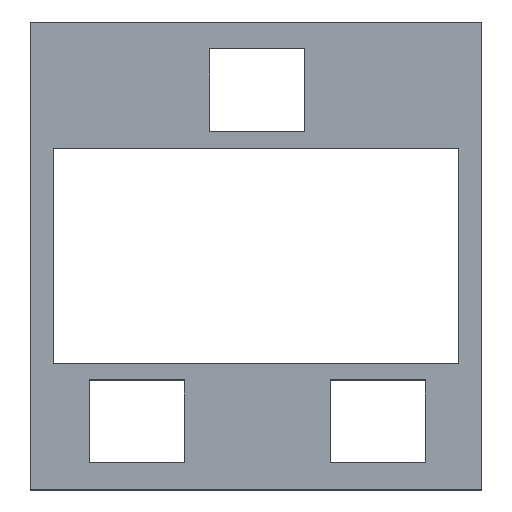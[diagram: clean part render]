
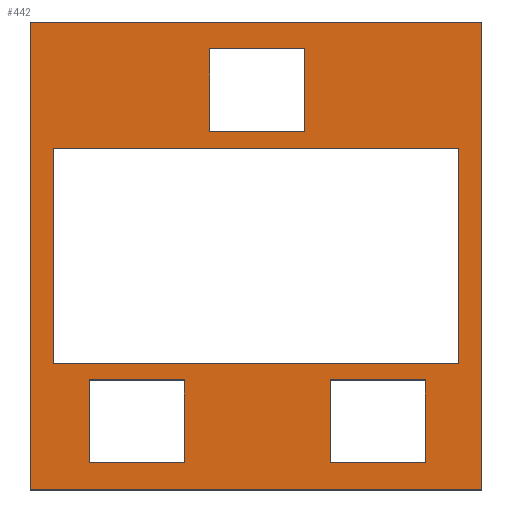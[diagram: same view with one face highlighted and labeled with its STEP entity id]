
A CAD part, top view. The second image highlights one B-rep face of the part: STEP entity #442.
In plain terms, the highlighted planar face has unit normal (0, 0, 1).
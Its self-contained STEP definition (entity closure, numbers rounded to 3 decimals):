
#19=FACE_BOUND('',#51,.T.);
#20=FACE_BOUND('',#52,.T.);
#21=FACE_BOUND('',#53,.T.);
#22=FACE_BOUND('',#54,.T.);
#28=FACE_OUTER_BOUND('',#50,.T.);
#50=EDGE_LOOP('',(#303,#304,#305,#306));
#51=EDGE_LOOP('',(#307,#308,#309,#310));
#52=EDGE_LOOP('',(#311,#312,#313,#314));
#53=EDGE_LOOP('',(#315,#316,#317,#318));
#54=EDGE_LOOP('',(#319,#320,#321,#322));
#79=LINE('',#616,#139);
#83=LINE('',#625,#143);
#84=LINE('',#627,#144);
#85=LINE('',#629,#145);
#86=LINE('',#630,#146);
#87=LINE('',#632,#147);
#88=LINE('',#634,#148);
#89=LINE('',#635,#149);
#90=LINE('',#638,#150);
#91=LINE('',#640,#151);
#92=LINE('',#642,#152);
#93=LINE('',#643,#153);
#94=LINE('',#646,#154);
#95=LINE('',#648,#155);
#96=LINE('',#650,#156);
#97=LINE('',#651,#157);
#98=LINE('',#654,#158);
#99=LINE('',#656,#159);
#100=LINE('',#658,#160);
#101=LINE('',#659,#161);
#139=VECTOR('',#507,10.);
#143=VECTOR('',#513,10.);
#144=VECTOR('',#514,10.);
#145=VECTOR('',#515,10.);
#146=VECTOR('',#516,10.);
#147=VECTOR('',#517,10.);
#148=VECTOR('',#518,10.);
#149=VECTOR('',#519,10.);
#150=VECTOR('',#520,10.);
#151=VECTOR('',#521,10.);
#152=VECTOR('',#522,10.);
#153=VECTOR('',#523,10.);
#154=VECTOR('',#524,10.);
#155=VECTOR('',#525,10.);
#156=VECTOR('',#526,10.);
#157=VECTOR('',#527,10.);
#158=VECTOR('',#528,10.);
#159=VECTOR('',#529,10.);
#160=VECTOR('',#530,10.);
#161=VECTOR('',#531,10.);
#199=VERTEX_POINT('',#614);
#200=VERTEX_POINT('',#615);
#203=VERTEX_POINT('',#623);
#204=VERTEX_POINT('',#624);
#205=VERTEX_POINT('',#626);
#206=VERTEX_POINT('',#628);
#207=VERTEX_POINT('',#631);
#208=VERTEX_POINT('',#633);
#209=VERTEX_POINT('',#636);
#210=VERTEX_POINT('',#637);
#211=VERTEX_POINT('',#639);
#212=VERTEX_POINT('',#641);
#213=VERTEX_POINT('',#644);
#214=VERTEX_POINT('',#645);
#215=VERTEX_POINT('',#647);
#216=VERTEX_POINT('',#649);
#217=VERTEX_POINT('',#652);
#218=VERTEX_POINT('',#653);
#219=VERTEX_POINT('',#655);
#220=VERTEX_POINT('',#657);
#239=EDGE_CURVE('',#199,#200,#79,.T.);
#243=EDGE_CURVE('',#203,#204,#83,.T.);
#244=EDGE_CURVE('',#204,#205,#84,.T.);
#245=EDGE_CURVE('',#205,#206,#85,.T.);
#246=EDGE_CURVE('',#206,#203,#86,.T.);
#247=EDGE_CURVE('',#207,#199,#87,.T.);
#248=EDGE_CURVE('',#200,#208,#88,.T.);
#249=EDGE_CURVE('',#208,#207,#89,.T.);
#250=EDGE_CURVE('',#209,#210,#90,.T.);
#251=EDGE_CURVE('',#211,#209,#91,.T.);
#252=EDGE_CURVE('',#212,#211,#92,.T.);
#253=EDGE_CURVE('',#210,#212,#93,.T.);
#254=EDGE_CURVE('',#213,#214,#94,.T.);
#255=EDGE_CURVE('',#215,#213,#95,.T.);
#256=EDGE_CURVE('',#216,#215,#96,.T.);
#257=EDGE_CURVE('',#214,#216,#97,.T.);
#258=EDGE_CURVE('',#217,#218,#98,.T.);
#259=EDGE_CURVE('',#219,#217,#99,.T.);
#260=EDGE_CURVE('',#220,#219,#100,.T.);
#261=EDGE_CURVE('',#218,#220,#101,.T.);
#303=ORIENTED_EDGE('',*,*,#243,.T.);
#304=ORIENTED_EDGE('',*,*,#244,.T.);
#305=ORIENTED_EDGE('',*,*,#245,.T.);
#306=ORIENTED_EDGE('',*,*,#246,.T.);
#307=ORIENTED_EDGE('',*,*,#247,.T.);
#308=ORIENTED_EDGE('',*,*,#239,.T.);
#309=ORIENTED_EDGE('',*,*,#248,.T.);
#310=ORIENTED_EDGE('',*,*,#249,.T.);
#311=ORIENTED_EDGE('',*,*,#250,.F.);
#312=ORIENTED_EDGE('',*,*,#251,.F.);
#313=ORIENTED_EDGE('',*,*,#252,.F.);
#314=ORIENTED_EDGE('',*,*,#253,.F.);
#315=ORIENTED_EDGE('',*,*,#254,.F.);
#316=ORIENTED_EDGE('',*,*,#255,.F.);
#317=ORIENTED_EDGE('',*,*,#256,.F.);
#318=ORIENTED_EDGE('',*,*,#257,.F.);
#319=ORIENTED_EDGE('',*,*,#258,.F.);
#320=ORIENTED_EDGE('',*,*,#259,.F.);
#321=ORIENTED_EDGE('',*,*,#260,.F.);
#322=ORIENTED_EDGE('',*,*,#261,.F.);
#420=PLANE('',#479);
#442=ADVANCED_FACE('',(#28,#19,#20,#21,#22),#420,.F.);
#479=AXIS2_PLACEMENT_3D('',#622,#511,#512);
#507=DIRECTION('',(0.,-1.,0.));
#511=DIRECTION('center_axis',(0.,0.,-1.));
#512=DIRECTION('ref_axis',(0.,1.,0.));
#513=DIRECTION('',(0.,1.,0.));
#514=DIRECTION('',(-1.,0.,0.));
#515=DIRECTION('',(0.,-1.,0.));
#516=DIRECTION('',(1.,0.,0.));
#517=DIRECTION('',(1.,0.,0.));
#518=DIRECTION('',(-1.,0.,0.));
#519=DIRECTION('',(0.,1.,0.));
#520=DIRECTION('',(0.,-1.,0.));
#521=DIRECTION('',(-1.,0.,0.));
#522=DIRECTION('',(0.,1.,0.));
#523=DIRECTION('',(1.,0.,0.));
#524=DIRECTION('',(1.,0.,0.));
#525=DIRECTION('',(0.,-1.,0.));
#526=DIRECTION('',(-1.,0.,0.));
#527=DIRECTION('',(0.,1.,0.));
#528=DIRECTION('',(1.,0.,0.));
#529=DIRECTION('',(0.,-1.,0.));
#530=DIRECTION('',(-1.,0.,0.));
#531=DIRECTION('',(0.,1.,0.));
#614=CARTESIAN_POINT('',(1.6,0.85,0.5));
#615=CARTESIAN_POINT('',(1.6,-0.85,0.5));
#616=CARTESIAN_POINT('',(1.6,2.926,0.5));
#622=CARTESIAN_POINT('Origin',(10.611,6.703,0.5));
#623=CARTESIAN_POINT('',(1.781,-1.844,0.5));
#624=CARTESIAN_POINT('',(1.781,1.844,0.5));
#625=CARTESIAN_POINT('',(1.781,4.273,0.5));
#626=CARTESIAN_POINT('',(-1.781,1.844,0.5));
#627=CARTESIAN_POINT('',(4.415,1.844,0.5));
#628=CARTESIAN_POINT('',(-1.781,-1.844,0.5));
#629=CARTESIAN_POINT('',(-1.781,2.429,0.5));
#630=CARTESIAN_POINT('',(6.196,-1.844,0.5));
#631=CARTESIAN_POINT('',(-1.6,0.85,0.5));
#632=CARTESIAN_POINT('',(6.055,0.85,0.5));
#633=CARTESIAN_POINT('',(-1.6,-0.85,0.5));
#634=CARTESIAN_POINT('',(6.055,-0.85,0.5));
#635=CARTESIAN_POINT('',(-1.6,3.776,0.5));
#636=CARTESIAN_POINT('',(-0.364,1.633,0.5));
#637=CARTESIAN_POINT('',(-0.364,0.983,0.5));
#638=CARTESIAN_POINT('',(-0.364,3.793,0.5));
#639=CARTESIAN_POINT('',(0.386,1.633,0.5));
#640=CARTESIAN_POINT('',(5.973,1.633,0.5));
#641=CARTESIAN_POINT('',(0.386,0.983,0.5));
#642=CARTESIAN_POINT('',(0.386,4.168,0.5));
#643=CARTESIAN_POINT('',(5.598,0.983,0.5));
#644=CARTESIAN_POINT('',(0.586,-1.627,0.5));
#645=CARTESIAN_POINT('',(1.336,-1.627,0.5));
#646=CARTESIAN_POINT('',(6.883,-1.627,0.5));
#647=CARTESIAN_POINT('',(0.586,-0.977,0.5));
#648=CARTESIAN_POINT('',(0.586,2.538,0.5));
#649=CARTESIAN_POINT('',(1.336,-0.977,0.5));
#650=CARTESIAN_POINT('',(6.883,-0.977,0.5));
#651=CARTESIAN_POINT('',(1.336,2.913,0.5));
#652=CARTESIAN_POINT('',(-1.314,-1.627,0.5));
#653=CARTESIAN_POINT('',(-0.564,-1.627,0.5));
#654=CARTESIAN_POINT('',(4.648,-1.627,0.5));
#655=CARTESIAN_POINT('',(-1.314,-0.977,0.5));
#656=CARTESIAN_POINT('',(-1.314,2.913,0.5));
#657=CARTESIAN_POINT('',(-0.564,-0.977,0.5));
#658=CARTESIAN_POINT('',(5.023,-0.977,0.5));
#659=CARTESIAN_POINT('',(-0.564,2.538,0.5));
